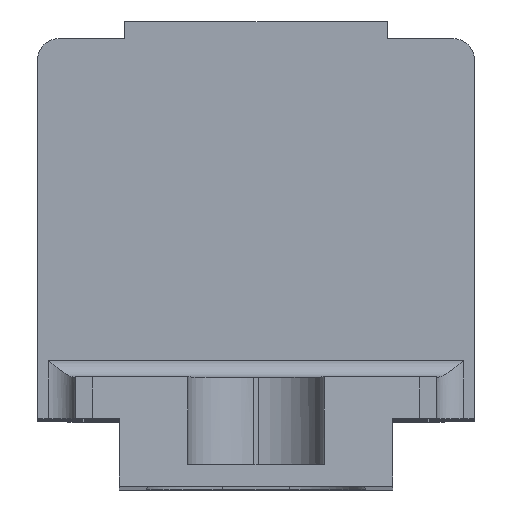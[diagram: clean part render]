
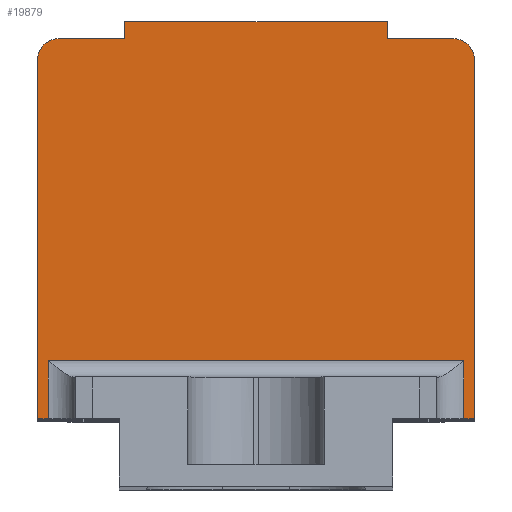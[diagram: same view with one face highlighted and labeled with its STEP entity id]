
A CAD part, top view. The second image highlights one B-rep face of the part: STEP entity #19879.
In plain terms, the highlighted planar face has unit normal (0, 0, 1).
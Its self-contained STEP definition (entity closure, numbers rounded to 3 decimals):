
#1430=DIRECTION('',(1.,0.,0.));
#1431=VECTOR('',#1430,38.);
#1432=CARTESIAN_POINT('',(-19.,11.5,190.1));
#1433=LINE('',#1432,#1431);
#1457=DIRECTION('',(0.,1.,0.));
#1458=VECTOR('',#1457,5.3);
#1459=CARTESIAN_POINT('',(-19.,6.2,190.1));
#1460=LINE('',#1459,#1458);
#1475=DIRECTION('',(1.,0.,0.));
#1476=VECTOR('',#1475,6.);
#1477=CARTESIAN_POINT('',(-18.,41.,190.1));
#1478=LINE('',#1477,#1476);
#1479=DIRECTION('',(0.,1.,0.));
#1480=VECTOR('',#1479,1.5);
#1481=CARTESIAN_POINT('',(-12.,41.,190.1));
#1482=LINE('',#1481,#1480);
#1483=DIRECTION('',(1.,0.,0.));
#1484=VECTOR('',#1483,24.);
#1485=CARTESIAN_POINT('',(-12.,42.5,190.1));
#1486=LINE('',#1485,#1484);
#1487=DIRECTION('',(0.,-1.,0.));
#1488=VECTOR('',#1487,1.5);
#1489=CARTESIAN_POINT('',(12.,42.5,190.1));
#1490=LINE('',#1489,#1488);
#1491=DIRECTION('',(1.,0.,0.));
#1492=VECTOR('',#1491,6.);
#1493=CARTESIAN_POINT('',(12.,41.,190.1));
#1494=LINE('',#1493,#1492);
#1495=DIRECTION('',(0.,-1.,0.));
#1496=VECTOR('',#1495,32.8);
#1497=CARTESIAN_POINT('',(20.,39.,190.1));
#1498=LINE('',#1497,#1496);
#1499=DIRECTION('',(-1.,0.,0.));
#1500=VECTOR('',#1499,1.);
#1501=CARTESIAN_POINT('',(20.,6.2,190.1));
#1502=LINE('',#1501,#1500);
#1503=DIRECTION('',(-1.,0.,0.));
#1504=VECTOR('',#1503,1.);
#1505=CARTESIAN_POINT('',(-19.,6.2,190.1));
#1506=LINE('',#1505,#1504);
#1507=DIRECTION('',(0.,1.,0.));
#1508=VECTOR('',#1507,32.8);
#1509=CARTESIAN_POINT('',(-20.,6.2,190.1));
#1510=LINE('',#1509,#1508);
#1515=CARTESIAN_POINT('',(-18.,39.,190.1));
#1516=DIRECTION('',(0.,0.,1.));
#1517=DIRECTION('',(0.,1.,0.));
#1518=AXIS2_PLACEMENT_3D('',#1515,#1516,#1517);
#2451=DIRECTION('',(0.,1.,0.));
#2452=VECTOR('',#2451,5.3);
#2453=CARTESIAN_POINT('',(19.,6.2,190.1));
#2454=LINE('',#2453,#2452);
#2593=CARTESIAN_POINT('',(18.,39.,190.1));
#2594=DIRECTION('',(0.,0.,1.));
#2595=DIRECTION('',(1.,0.,0.));
#2596=AXIS2_PLACEMENT_3D('',#2593,#2594,#2595);
#15325=CARTESIAN_POINT('',(-12.,42.5,190.1));
#15326=CARTESIAN_POINT('',(12.,42.5,190.1));
#15327=VERTEX_POINT('',#15325);
#15328=VERTEX_POINT('',#15326);
#15333=CARTESIAN_POINT('',(20.,6.2,190.1));
#15335=VERTEX_POINT('',#15333);
#15337=CARTESIAN_POINT('',(-20.,6.2,190.1));
#15339=VERTEX_POINT('',#15337);
#15529=CARTESIAN_POINT('',(19.,6.2,190.1));
#15530=VERTEX_POINT('',#15529);
#15535=CARTESIAN_POINT('',(-19.,6.2,190.1));
#15536=VERTEX_POINT('',#15535);
#15537=CARTESIAN_POINT('',(-19.,11.5,190.1));
#15538=CARTESIAN_POINT('',(19.,11.5,190.1));
#15539=VERTEX_POINT('',#15537);
#15540=VERTEX_POINT('',#15538);
#15721=CARTESIAN_POINT('',(-12.,41.,190.1));
#15722=VERTEX_POINT('',#15721);
#15723=CARTESIAN_POINT('',(12.,41.,190.1));
#15724=VERTEX_POINT('',#15723);
#15754=CARTESIAN_POINT('',(-18.,41.,190.1));
#15756=VERTEX_POINT('',#15754);
#15757=CARTESIAN_POINT('',(-20.,39.,190.1));
#15758=VERTEX_POINT('',#15757);
#15762=CARTESIAN_POINT('',(20.,39.,190.1));
#15764=VERTEX_POINT('',#15762);
#15765=CARTESIAN_POINT('',(18.,41.,190.1));
#15766=VERTEX_POINT('',#15765);
#19846=CARTESIAN_POINT('',(0.,0.,190.1));
#19847=DIRECTION('',(0.,0.,-1.));
#19848=DIRECTION('',(-1.,0.,0.));
#19849=AXIS2_PLACEMENT_3D('',#19846,#19847,#19848);
#19850=PLANE('',#19849);
#19852=ORIENTED_EDGE('',*,*,#19851,.F.);
#19854=ORIENTED_EDGE('',*,*,#19853,.T.);
#19856=ORIENTED_EDGE('',*,*,#19855,.T.);
#19858=ORIENTED_EDGE('',*,*,#19857,.T.);
#19860=ORIENTED_EDGE('',*,*,#19859,.T.);
#19862=ORIENTED_EDGE('',*,*,#19861,.T.);
#19864=ORIENTED_EDGE('',*,*,#19863,.F.);
#19866=ORIENTED_EDGE('',*,*,#19865,.T.);
#19868=ORIENTED_EDGE('',*,*,#19867,.T.);
#19870=ORIENTED_EDGE('',*,*,#19869,.T.);
#19871=ORIENTED_EDGE('',*,*,#19820,.F.);
#19872=ORIENTED_EDGE('',*,*,#19835,.F.);
#19874=ORIENTED_EDGE('',*,*,#19873,.T.);
#19876=ORIENTED_EDGE('',*,*,#19875,.T.);
#19877=EDGE_LOOP('',(#19852,#19854,#19856,#19858,#19860,#19862,#19864,#19866,
#19868,#19870,#19871,#19872,#19874,#19876));
#19878=FACE_OUTER_BOUND('',#19877,.F.);
#19879=ADVANCED_FACE('',(#19878),#19850,.F.);
#1519=CIRCLE('',#1518,2.);
#2597=CIRCLE('',#2596,2.);
#19820=EDGE_CURVE('',#15539,#15540,#1433,.T.);
#19835=EDGE_CURVE('',#15536,#15539,#1460,.T.);
#19851=EDGE_CURVE('',#15756,#15758,#1519,.T.);
#19853=EDGE_CURVE('',#15756,#15722,#1478,.T.);
#19855=EDGE_CURVE('',#15722,#15327,#1482,.T.);
#19857=EDGE_CURVE('',#15327,#15328,#1486,.T.);
#19859=EDGE_CURVE('',#15328,#15724,#1490,.T.);
#19861=EDGE_CURVE('',#15724,#15766,#1494,.T.);
#19863=EDGE_CURVE('',#15764,#15766,#2597,.T.);
#19865=EDGE_CURVE('',#15764,#15335,#1498,.T.);
#19867=EDGE_CURVE('',#15335,#15530,#1502,.T.);
#19869=EDGE_CURVE('',#15530,#15540,#2454,.T.);
#19873=EDGE_CURVE('',#15536,#15339,#1506,.T.);
#19875=EDGE_CURVE('',#15339,#15758,#1510,.T.);
